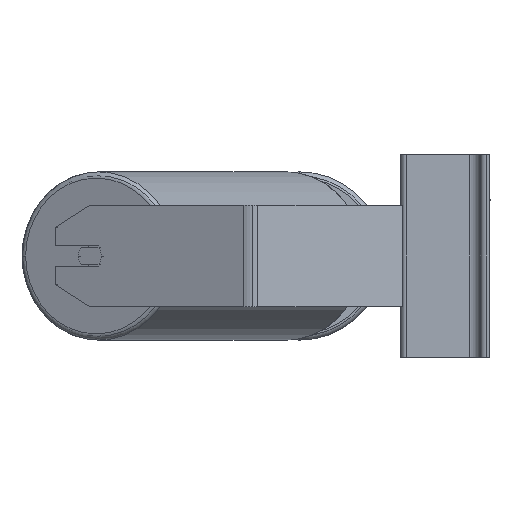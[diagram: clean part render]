
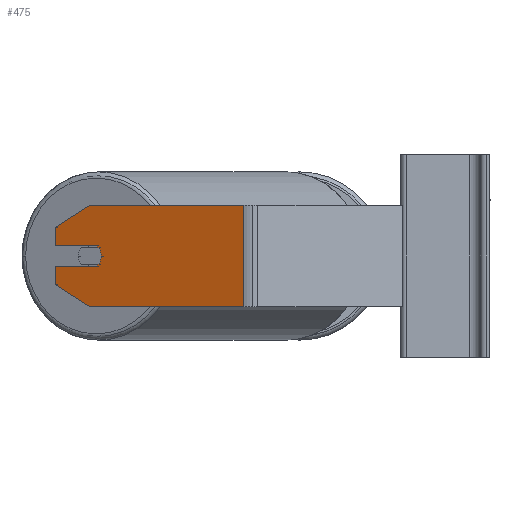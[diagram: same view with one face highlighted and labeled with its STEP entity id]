
A CAD part, left-side view. The second image highlights one B-rep face of the part: STEP entity #475.
In plain terms, the highlighted planar face has unit normal (-0.906, 0.423, 0).
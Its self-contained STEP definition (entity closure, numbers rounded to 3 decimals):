
#55 = ORIENTED_EDGE ( 'NONE', *, *, #1744, .F. ) ;
#136 = DIRECTION ( 'NONE',  ( -0.423, -0.906, 0. ) ) ;
#150 = EDGE_CURVE ( 'NONE', #7110, #8317, #269, .T. ) ;
#269 = LINE ( 'NONE', #9212, #8381 ) ;
#315 = EDGE_CURVE ( 'NONE', #7460, #7576, #2062, .T. ) ;
#475 = ADVANCED_FACE ( 'NONE', ( #7262 ), #10557, .F. ) ;
#710 = DIRECTION ( 'NONE',  ( 0., 0., -1. ) ) ;
#734 = LINE ( 'NONE', #3111, #1692 ) ;
#746 = CARTESIAN_POINT ( 'NONE',  ( -563.164, 258.232, 8. ) ) ;
#823 = CARTESIAN_POINT ( 'NONE',  ( -547.95, 290.859, 8. ) ) ;
#922 = EDGE_CURVE ( 'NONE', #9543, #2789, #8923, .T. ) ;
#931 = CARTESIAN_POINT ( 'NONE',  ( -563.164, 258.232, -8. ) ) ;
#950 = CARTESIAN_POINT ( 'NONE',  ( -547.95, 290.859, 40. ) ) ;
#983 = EDGE_CURVE ( 'NONE', #9421, #6912, #8477, .T. ) ;
#1362 = DIRECTION ( 'NONE',  ( -0.423, -0.906, 0. ) ) ;
#1634 = CARTESIAN_POINT ( 'NONE',  ( -560.629, 263.67, 40. ) ) ;
#1644 = ORIENTED_EDGE ( 'NONE', *, *, #7178, .F. ) ;
#1692 = VECTOR ( 'NONE', #4873, 1000. ) ;
#1695 = ORIENTED_EDGE ( 'NONE', *, *, #983, .F. ) ;
#1744 = EDGE_CURVE ( 'NONE', #2789, #8317, #7391, .T. ) ;
#1999 = DIRECTION ( 'NONE',  ( -0.423, -0.906, 0. ) ) ;
#2062 = LINE ( 'NONE', #2110, #4080 ) ;
#2110 = CARTESIAN_POINT ( 'NONE',  ( -547.95, 290.859, -8. ) ) ;
#2187 = CARTESIAN_POINT ( 'NONE',  ( -560.629, 263.67, -40. ) ) ;
#2531 = ORIENTED_EDGE ( 'NONE', *, *, #7775, .T. ) ;
#2712 = CARTESIAN_POINT ( 'NONE',  ( -547.95, 290.859, -22.679 ) ) ;
#2789 = VERTEX_POINT ( 'NONE', #746 ) ;
#3048 = DIRECTION ( 'NONE',  ( 0.366, 0.785, -0.5 ) ) ;
#3051 = CARTESIAN_POINT ( 'NONE',  ( -547.95, 290.859, -8. ) ) ;
#3111 = CARTESIAN_POINT ( 'NONE',  ( -560.629, 263.67, -40. ) ) ;
#3259 = DIRECTION ( 'NONE',  ( 0.423, 0.906, 0. ) ) ;
#3320 = DIRECTION ( 'NONE',  ( -0.906, 0.423, 0. ) ) ;
#3449 = VERTEX_POINT ( 'NONE', #2187 ) ;
#3818 = LINE ( 'NONE', #7083, #4889 ) ;
#3955 = VECTOR ( 'NONE', #3259, 1000. ) ;
#4080 = VECTOR ( 'NONE', #1362, 1000. ) ;
#4634 = ORIENTED_EDGE ( 'NONE', *, *, #6628, .T. ) ;
#4847 = CARTESIAN_POINT ( 'NONE',  ( -547.95, 290.859, 40. ) ) ;
#4873 = DIRECTION ( 'NONE',  ( -0.366, -0.785, -0.5 ) ) ;
#4889 = VECTOR ( 'NONE', #3048, 1000. ) ;
#5068 = CARTESIAN_POINT ( 'NONE',  ( -547.95, 290.859, -40. ) ) ;
#5223 = LINE ( 'NONE', #5068, #5293 ) ;
#5293 = VECTOR ( 'NONE', #1999, 1000. ) ;
#5319 = CARTESIAN_POINT ( 'NONE',  ( -617.447, 141.823, -40. ) ) ;
#5325 = VERTEX_POINT ( 'NONE', #1634 ) ;
#5834 = ORIENTED_EDGE ( 'NONE', *, *, #5997, .T. ) ;
#5860 = CIRCLE ( 'NONE', #7238, 10. ) ;
#5997 = EDGE_CURVE ( 'NONE', #5325, #7110, #3818, .T. ) ;
#6001 = DIRECTION ( 'NONE',  ( 0., 0., -1. ) ) ;
#6244 = CARTESIAN_POINT ( 'NONE',  ( -617.447, 141.823, 40. ) ) ;
#6628 = EDGE_CURVE ( 'NONE', #6710, #3449, #734, .T. ) ;
#6649 = CARTESIAN_POINT ( 'NONE',  ( -547.95, 290.859, 8. ) ) ;
#6682 = AXIS2_PLACEMENT_3D ( 'NONE', #8367, #9391, #9234 ) ;
#6710 = VERTEX_POINT ( 'NONE', #2712 ) ;
#6865 = CARTESIAN_POINT ( 'NONE',  ( -617.447, 141.823, 40. ) ) ;
#6912 = VERTEX_POINT ( 'NONE', #5319 ) ;
#7083 = CARTESIAN_POINT ( 'NONE',  ( -547.95, 290.859, 22.679 ) ) ;
#7110 = VERTEX_POINT ( 'NONE', #7149 ) ;
#7149 = CARTESIAN_POINT ( 'NONE',  ( -547.95, 290.859, 22.679 ) ) ;
#7178 = EDGE_CURVE ( 'NONE', #5325, #9421, #9099, .T. ) ;
#7238 = AXIS2_PLACEMENT_3D ( 'NONE', #7348, #3320, #136 ) ;
#7262 = FACE_OUTER_BOUND ( 'NONE', #10019, .T. ) ;
#7348 = CARTESIAN_POINT ( 'NONE',  ( -560.629, 263.67, 0. ) ) ;
#7391 = LINE ( 'NONE', #823, #3955 ) ;
#7460 = VERTEX_POINT ( 'NONE', #3051 ) ;
#7576 = VERTEX_POINT ( 'NONE', #931 ) ;
#7775 = EDGE_CURVE ( 'NONE', #7460, #6710, #9746, .T. ) ;
#7857 = ORIENTED_EDGE ( 'NONE', *, *, #922, .F. ) ;
#7973 = CARTESIAN_POINT ( 'NONE',  ( -547.95, 290.859, 40. ) ) ;
#8034 = VECTOR ( 'NONE', #710, 1000. ) ;
#8038 = EDGE_CURVE ( 'NONE', #3449, #6912, #5223, .T. ) ;
#8057 = VECTOR ( 'NONE', #6001, 1000. ) ;
#8080 = ORIENTED_EDGE ( 'NONE', *, *, #315, .F. ) ;
#8234 = VECTOR ( 'NONE', #8328, 1000. ) ;
#8317 = VERTEX_POINT ( 'NONE', #6649 ) ;
#8328 = DIRECTION ( 'NONE',  ( -0.423, -0.906, 0. ) ) ;
#8367 = CARTESIAN_POINT ( 'NONE',  ( -560.629, 263.67, 0. ) ) ;
#8381 = VECTOR ( 'NONE', #9118, 1000. ) ;
#8477 = LINE ( 'NONE', #6865, #8057 ) ;
#8562 = AXIS2_PLACEMENT_3D ( 'NONE', #7973, #9804, #10452 ) ;
#8923 = CIRCLE ( 'NONE', #6682, 10. ) ;
#8967 = ORIENTED_EDGE ( 'NONE', *, *, #150, .T. ) ;
#9099 = LINE ( 'NONE', #950, #8234 ) ;
#9118 = DIRECTION ( 'NONE',  ( 0., 0., -1. ) ) ;
#9212 = CARTESIAN_POINT ( 'NONE',  ( -547.95, 290.859, 40. ) ) ;
#9234 = DIRECTION ( 'NONE',  ( -0.423, -0.906, 0. ) ) ;
#9391 = DIRECTION ( 'NONE',  ( -0.906, 0.423, 0. ) ) ;
#9421 = VERTEX_POINT ( 'NONE', #6244 ) ;
#9498 = ORIENTED_EDGE ( 'NONE', *, *, #10209, .F. ) ;
#9543 = VERTEX_POINT ( 'NONE', #9575 ) ;
#9575 = CARTESIAN_POINT ( 'NONE',  ( -564.855, 254.606, 0. ) ) ;
#9640 = ORIENTED_EDGE ( 'NONE', *, *, #8038, .T. ) ;
#9746 = LINE ( 'NONE', #4847, #8034 ) ;
#9804 = DIRECTION ( 'NONE',  ( 0.906, -0.423, 0. ) ) ;
#10019 = EDGE_LOOP ( 'NONE', ( #2531, #4634, #9640, #1695, #1644, #5834, #8967, #55, #7857, #9498, #8080 ) ) ;
#10209 = EDGE_CURVE ( 'NONE', #7576, #9543, #5860, .T. ) ;
#10452 = DIRECTION ( 'NONE',  ( 0.423, 0.906, 0. ) ) ;
#10557 = PLANE ( 'NONE',  #8562 ) ;
